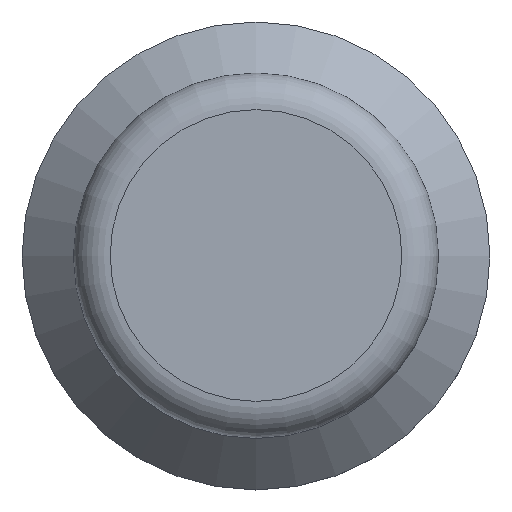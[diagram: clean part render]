
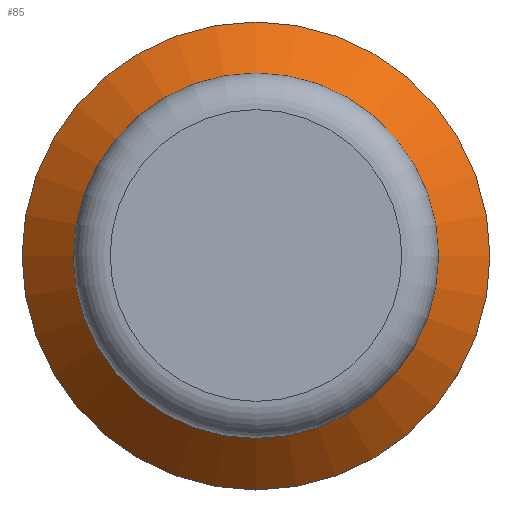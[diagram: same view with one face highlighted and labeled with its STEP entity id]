
A CAD part, top view. The second image highlights one B-rep face of the part: STEP entity #85.
In plain terms, the highlighted conical face has half-angle 45 degrees and reference radius 5.675 mm.
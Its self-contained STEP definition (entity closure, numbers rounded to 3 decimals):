
#19=CONICAL_SURFACE('',#111,5.675,0.785);
#21=LINE('',#166,#24);
#24=VECTOR('',#140,5.675);
#33=FACE_OUTER_BOUND('',#39,.T.);
#39=EDGE_LOOP('',(#71,#72,#73,#74));
#45=CIRCLE('',#109,4.975);
#46=CIRCLE('',#112,6.375);
#50=VERTEX_POINT('',#160);
#51=VERTEX_POINT('',#165);
#57=EDGE_CURVE('',#50,#50,#45,.T.);
#58=EDGE_CURVE('',#50,#51,#21,.T.);
#59=EDGE_CURVE('',#51,#51,#46,.T.);
#71=ORIENTED_EDGE('',*,*,#57,.T.);
#72=ORIENTED_EDGE('',*,*,#58,.T.);
#73=ORIENTED_EDGE('',*,*,#59,.T.);
#74=ORIENTED_EDGE('',*,*,#58,.F.);
#85=ADVANCED_FACE('',(#33),#19,.T.);
#109=AXIS2_PLACEMENT_3D('',#162,#134,#135);
#111=AXIS2_PLACEMENT_3D('',#164,#138,#139);
#112=AXIS2_PLACEMENT_3D('',#167,#141,#142);
#134=DIRECTION('center_axis',(0.,0.,-1.));
#135=DIRECTION('ref_axis',(1.,0.,0.));
#138=DIRECTION('center_axis',(0.,0.,-1.));
#139=DIRECTION('ref_axis',(1.,0.,0.));
#140=DIRECTION('',(-0.707,0.,-0.707));
#141=DIRECTION('center_axis',(0.,0.,1.));
#142=DIRECTION('ref_axis',(1.,0.,0.));
#160=CARTESIAN_POINT('',(79.025,7.,6.754));
#162=CARTESIAN_POINT('Origin',(84.,7.,6.754));
#164=CARTESIAN_POINT('Origin',(84.,7.,6.054));
#165=CARTESIAN_POINT('',(77.625,7.,5.354));
#166=CARTESIAN_POINT('',(78.325,7.,6.054));
#167=CARTESIAN_POINT('Origin',(84.,7.,5.354));
